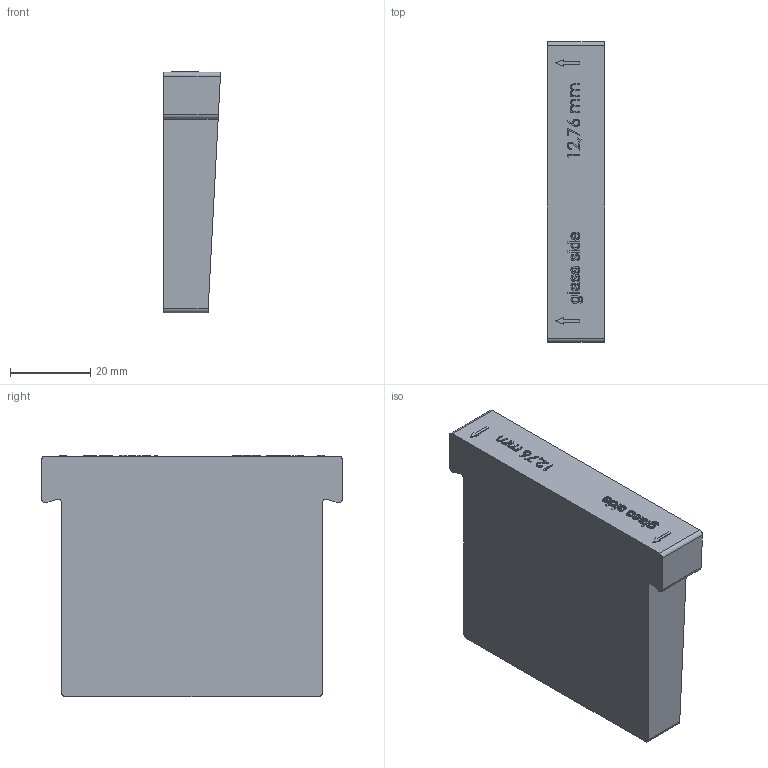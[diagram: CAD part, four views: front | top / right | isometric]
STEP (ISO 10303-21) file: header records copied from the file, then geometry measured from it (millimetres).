
FILE_DESCRIPTION (( 'STEP AP214' ), '1' );
FILE_NAME ('A19-0004-plast 12,76.STEP', '2022-09-28T07:45:57', ( '' ), ( '' ), 'SwSTEP 2.0', 'SolidWorks 2019', '' );
FILE_SCHEMA (( 'AUTOMOTIVE_DESIGN' ));
Length unit declared in the file: millimetre
Products named in the file (1): A19-0004-plast 12,76
Bounding box: 14.26 x 75 x 60.2 mm (x, y, z)
Volume: 21813.7 mm3; surface area: 21738 mm2
Topology: 1 solids, 1 shells, 334 faces, 876 edges, 584 vertices
Faces by surface type: plane 206, cylinder 73, bspline 55
Entity records: 13830 total; most frequent: CARTESIAN_POINT 6058, ORIENTED_EDGE 1752, DIRECTION 1328, EDGE_CURVE 876, LINE 620, VECTOR 620, VERTEX_POINT 584, EDGE_LOOP 374
